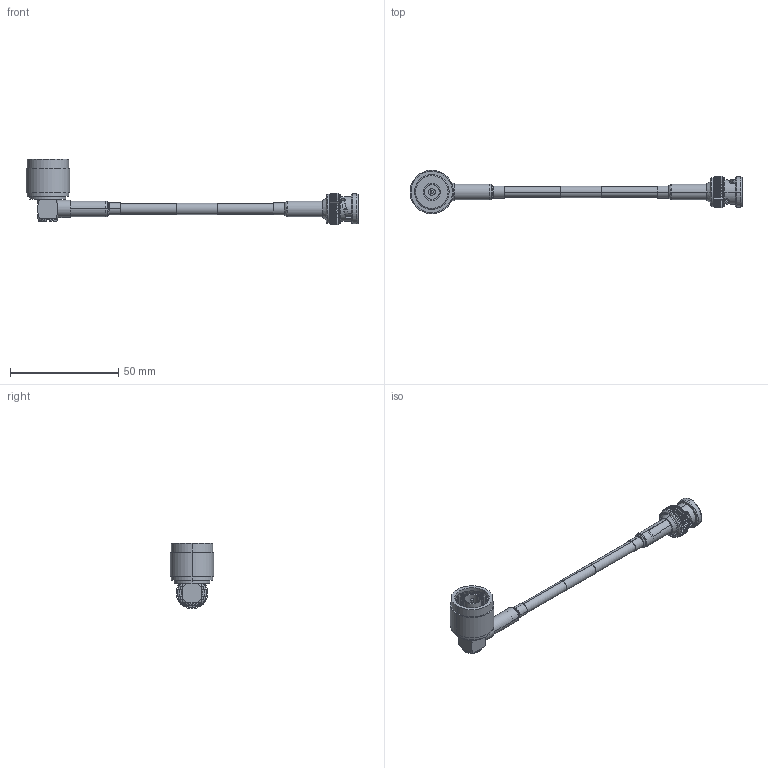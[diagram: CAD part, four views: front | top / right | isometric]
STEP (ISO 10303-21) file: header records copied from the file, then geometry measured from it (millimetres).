
FILE_DESCRIPTION (( 'STEP AP203' ), '1' );
FILE_NAME ('LCCA30699.STEP', '2020-09-24T17:14:56', ( '' ), ( '' ), 'SwSTEP 2.0', 'SolidWorks 2018', '' );
FILE_SCHEMA (( 'CONFIG_CONTROL_DESIGN' ));
Length unit declared in the file: inch
Products named in the file (9): ABM-1700_CRIMPED; LCCA30699; CA-195R-MA1_.195"x1"; ANM-1716-MA1; ANM-1716-MA2; ANM-1716; RG58C-PROD; Part3^LCCA30699
Assembly tree (9 placements, depth 3):
  LCCA30699
    RG58C-PROD
    Part3^LCCA30699
    CA-195R-MA1_.195"x1"  x2
    ABM-1700_CRIMPED
    ANM-1716
      ANM-1716
      ANM-1716-MA1
      ANM-1716-MA2
Bounding box: 153.31 x 20.12 x 30.09 mm (x, y, z)
Volume: 8358.2 mm3; surface area: 11855.9 mm2
Topology: 10 solids, 10 shells, 707 faces, 1579 edges, 917 vertices
Faces by surface type: cone 253, cylinder 213, plane 206, torus 20, bspline 12, sphere 3
Entity records: 21487 total; most frequent: CARTESIAN_POINT 5605, DIRECTION 3190, ORIENTED_EDGE 3064, EDGE_CURVE 1532, AXIS2_PLACEMENT_3D 1328, VERTEX_POINT 891, EDGE_LOOP 727, ADVANCED_FACE 685
